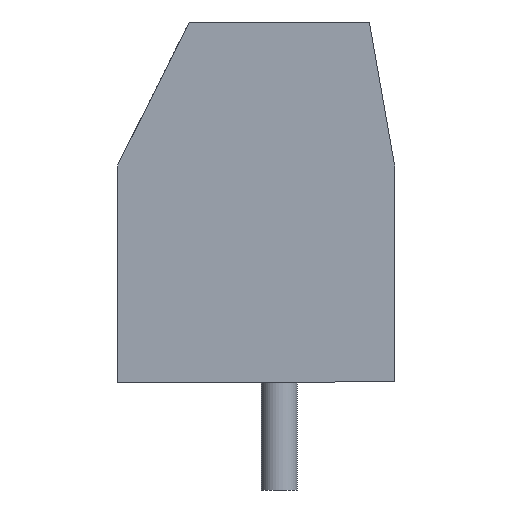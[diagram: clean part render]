
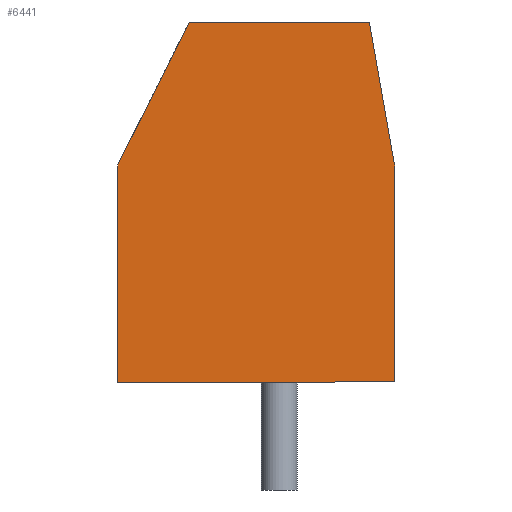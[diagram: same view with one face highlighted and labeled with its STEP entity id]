
A CAD part, left-side view. The second image highlights one B-rep face of the part: STEP entity #6441.
In plain terms, the highlighted planar face has unit normal (-1, 0, 0).
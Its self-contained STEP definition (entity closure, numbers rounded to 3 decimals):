
#6389 = EDGE_CURVE('',#6390,#6392,#6394,.T.);
#6390 = VERTEX_POINT('',#6391);
#6391 = CARTESIAN_POINT('',(-7.5,-3.2,0.));
#6392 = VERTEX_POINT('',#6393);
#6393 = CARTESIAN_POINT('',(-7.5,-3.2,6.));
#6394 = LINE('',#6395,#6396);
#6395 = CARTESIAN_POINT('',(-7.5,-3.2,0.));
#6396 = VECTOR('',#6397,1.);
#6397 = DIRECTION('',(0.,0.,1.));
#6441 = ADVANCED_FACE('',(#6442),#6483,.T.);
#6442 = FACE_BOUND('',#6443,.T.);
#6443 = EDGE_LOOP('',(#6444,#6445,#6453,#6461,#6469,#6477));
#6444 = ORIENTED_EDGE('',*,*,#6389,.T.);
#6445 = ORIENTED_EDGE('',*,*,#6446,.T.);
#6446 = EDGE_CURVE('',#6392,#6447,#6449,.T.);
#6447 = VERTEX_POINT('',#6448);
#6448 = CARTESIAN_POINT('',(-7.5,-2.5,10.));
#6449 = LINE('',#6450,#6451);
#6450 = CARTESIAN_POINT('',(-7.5,-3.2,6.));
#6451 = VECTOR('',#6452,1.);
#6452 = DIRECTION('',(0.,0.172,0.985)
  );
#6453 = ORIENTED_EDGE('',*,*,#6454,.T.);
#6454 = EDGE_CURVE('',#6447,#6455,#6457,.T.);
#6455 = VERTEX_POINT('',#6456);
#6456 = CARTESIAN_POINT('',(-7.5,2.5,10.));
#6457 = LINE('',#6458,#6459);
#6458 = CARTESIAN_POINT('',(-7.5,-2.5,10.));
#6459 = VECTOR('',#6460,1.);
#6460 = DIRECTION('',(0.,1.,0.));
#6461 = ORIENTED_EDGE('',*,*,#6462,.T.);
#6462 = EDGE_CURVE('',#6455,#6463,#6465,.T.);
#6463 = VERTEX_POINT('',#6464);
#6464 = CARTESIAN_POINT('',(-7.5,4.5,6.));
#6465 = LINE('',#6466,#6467);
#6466 = CARTESIAN_POINT('',(-7.5,2.5,10.));
#6467 = VECTOR('',#6468,1.);
#6468 = DIRECTION('',(0.,0.447,-0.894));
#6469 = ORIENTED_EDGE('',*,*,#6470,.T.);
#6470 = EDGE_CURVE('',#6463,#6471,#6473,.T.);
#6471 = VERTEX_POINT('',#6472);
#6472 = CARTESIAN_POINT('',(-7.5,4.5,0.));
#6473 = LINE('',#6474,#6475);
#6474 = CARTESIAN_POINT('',(-7.5,4.5,6.));
#6475 = VECTOR('',#6476,1.);
#6476 = DIRECTION('',(0.,0.,-1.));
#6477 = ORIENTED_EDGE('',*,*,#6478,.T.);
#6478 = EDGE_CURVE('',#6471,#6390,#6479,.T.);
#6479 = LINE('',#6480,#6481);
#6480 = CARTESIAN_POINT('',(-7.5,4.5,0.));
#6481 = VECTOR('',#6482,1.);
#6482 = DIRECTION('',(0.,-1.,0.));
#6483 = PLANE('',#6484);
#6484 = AXIS2_PLACEMENT_3D('',#6485,#6486,#6487);
#6485 = CARTESIAN_POINT('',(-7.5,0.508,4.642));
#6486 = DIRECTION('',(-1.,0.,0.));
#6487 = DIRECTION('',(0.,0.,-1.));
